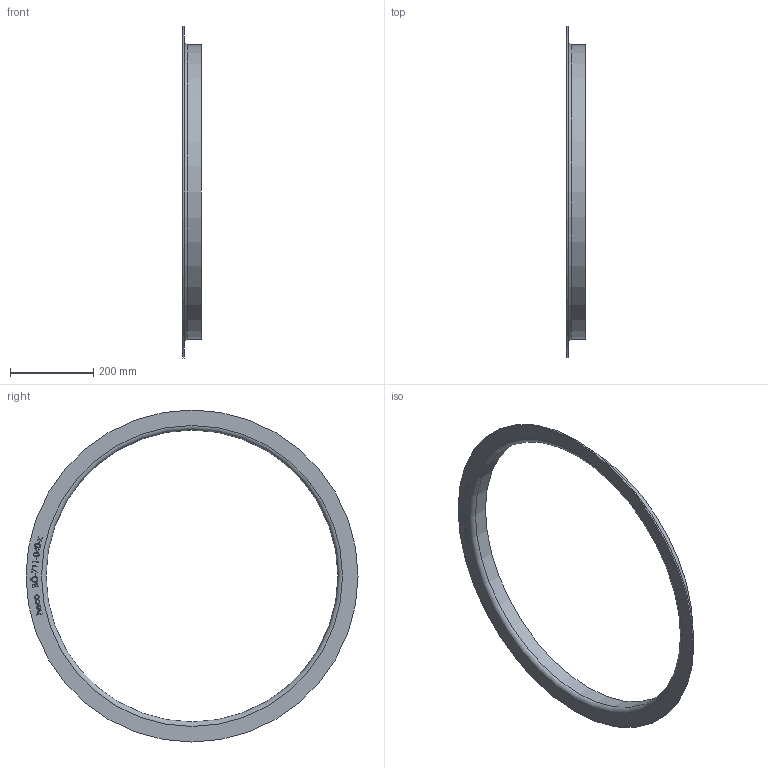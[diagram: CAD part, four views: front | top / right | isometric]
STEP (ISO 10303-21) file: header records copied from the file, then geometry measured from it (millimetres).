
FILE_DESCRIPTION (( 'STEP AP214' ), '1' );
FILE_NAME ('BÖ-711-040-x Vorschweissbördel 2012.STEP', '2020-12-08T10:20:37', ( '' ), ( '' ), 'SwSTEP 2.0', 'SolidWorks 2019', '' );
FILE_SCHEMA (( 'AUTOMOTIVE_DESIGN' ));
Length unit declared in the file: millimetre
Products named in the file (1): BÖ-711-040-x Vorschweissbördel 2012
Bounding box: 45 x 800 x 800 mm (x, y, z)
Volume: 787309.7 mm3; surface area: 412600.8 mm2
Topology: 1 solids, 1 shells, 189 faces, 478 edges, 318 vertices
Faces by surface type: plane 106, bspline 78, cylinder 3, torus 2
Full cylindrical faces by diameter (mm): 703.2 x1, 711.2 x1, 800 x1
Entity records: 12084 total; most frequent: CARTESIAN_POINT 6131, ORIENTED_EDGE 946, DIRECTION 549, EDGE_CURVE 473, VERTEX_POINT 318, LINE 309, VECTOR 309, EDGE_LOOP 223
